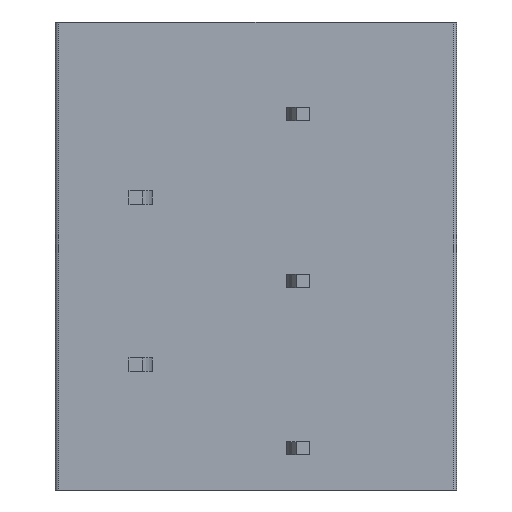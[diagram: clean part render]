
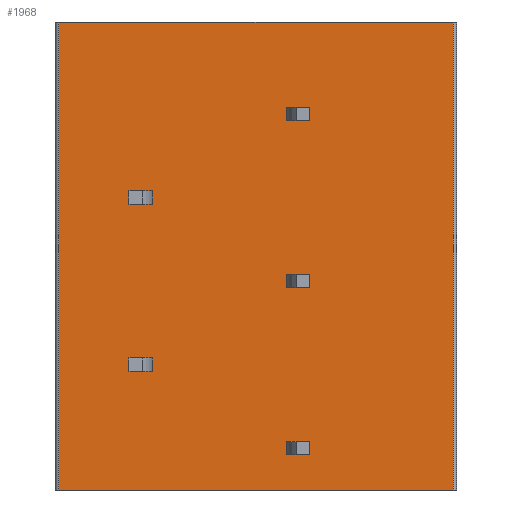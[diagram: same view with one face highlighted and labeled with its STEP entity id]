
A CAD part, front view. The second image highlights one B-rep face of the part: STEP entity #1968.
In plain terms, the highlighted planar face has unit normal (0, -1, 0).
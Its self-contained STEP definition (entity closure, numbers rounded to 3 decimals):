
#42=DIRECTION('',(1.,0.,0.));
#43=VECTOR('',#42,11.8);
#44=CARTESIAN_POINT('',(-5.9,-5.75,-11.25));
#45=LINE('',#44,#43);
#63=DIRECTION('',(0.,0.,-1.));
#64=VECTOR('',#63,14.);
#65=CARTESIAN_POINT('',(5.9,-5.75,2.75));
#66=LINE('',#65,#64);
#67=DIRECTION('',(0.,0.,-1.));
#68=VECTOR('',#67,14.);
#69=CARTESIAN_POINT('',(-5.9,-5.75,2.75));
#70=LINE('',#69,#68);
#71=DIRECTION('',(1.,0.,0.));
#72=VECTOR('',#71,0.4);
#73=CARTESIAN_POINT('',(1.2,-5.75,-0.2));
#74=LINE('',#73,#72);
#75=DIRECTION('',(0.,0.,1.));
#76=VECTOR('',#75,0.4);
#77=CARTESIAN_POINT('',(1.6,-5.75,-0.2));
#78=LINE('',#77,#76);
#79=DIRECTION('',(1.,0.,0.));
#80=VECTOR('',#79,0.4);
#81=CARTESIAN_POINT('',(1.2,-5.75,0.2));
#82=LINE('',#81,#80);
#83=DIRECTION('',(0.,0.,1.));
#84=VECTOR('',#83,0.4);
#85=CARTESIAN_POINT('',(1.2,-5.75,-0.2));
#86=LINE('',#85,#84);
#87=DIRECTION('',(1.,0.,0.));
#88=VECTOR('',#87,0.4);
#89=CARTESIAN_POINT('',(1.2,-5.75,-5.2));
#90=LINE('',#89,#88);
#91=DIRECTION('',(0.,0.,1.));
#92=VECTOR('',#91,0.4);
#93=CARTESIAN_POINT('',(1.6,-5.75,-5.2));
#94=LINE('',#93,#92);
#95=DIRECTION('',(1.,0.,0.));
#96=VECTOR('',#95,0.4);
#97=CARTESIAN_POINT('',(1.2,-5.75,-4.8));
#98=LINE('',#97,#96);
#99=DIRECTION('',(0.,0.,1.));
#100=VECTOR('',#99,0.4);
#101=CARTESIAN_POINT('',(1.2,-5.75,-5.2));
#102=LINE('',#101,#100);
#103=DIRECTION('',(1.,0.,0.));
#104=VECTOR('',#103,0.4);
#105=CARTESIAN_POINT('',(1.2,-5.75,-10.2));
#106=LINE('',#105,#104);
#107=DIRECTION('',(0.,0.,1.));
#108=VECTOR('',#107,0.4);
#109=CARTESIAN_POINT('',(1.6,-5.75,-10.2));
#110=LINE('',#109,#108);
#111=DIRECTION('',(1.,0.,0.));
#112=VECTOR('',#111,0.4);
#113=CARTESIAN_POINT('',(1.2,-5.75,-9.8));
#114=LINE('',#113,#112);
#115=DIRECTION('',(0.,0.,1.));
#116=VECTOR('',#115,0.4);
#117=CARTESIAN_POINT('',(1.2,-5.75,-10.2));
#118=LINE('',#117,#116);
#119=DIRECTION('',(1.,0.,0.));
#120=VECTOR('',#119,0.4);
#121=CARTESIAN_POINT('',(-3.8,-5.75,-2.7));
#122=LINE('',#121,#120);
#123=DIRECTION('',(0.,0.,1.));
#124=VECTOR('',#123,0.4);
#125=CARTESIAN_POINT('',(-3.4,-5.75,-2.7));
#126=LINE('',#125,#124);
#127=DIRECTION('',(1.,0.,0.));
#128=VECTOR('',#127,0.4);
#129=CARTESIAN_POINT('',(-3.8,-5.75,-2.3));
#130=LINE('',#129,#128);
#131=DIRECTION('',(0.,0.,1.));
#132=VECTOR('',#131,0.4);
#133=CARTESIAN_POINT('',(-3.8,-5.75,-2.7));
#134=LINE('',#133,#132);
#135=DIRECTION('',(1.,0.,0.));
#136=VECTOR('',#135,0.4);
#137=CARTESIAN_POINT('',(-3.8,-5.75,-7.7));
#138=LINE('',#137,#136);
#139=DIRECTION('',(0.,0.,1.));
#140=VECTOR('',#139,0.4);
#141=CARTESIAN_POINT('',(-3.4,-5.75,-7.7));
#142=LINE('',#141,#140);
#143=DIRECTION('',(1.,0.,0.));
#144=VECTOR('',#143,0.4);
#145=CARTESIAN_POINT('',(-3.8,-5.75,-7.3));
#146=LINE('',#145,#144);
#147=DIRECTION('',(0.,0.,1.));
#148=VECTOR('',#147,0.4);
#149=CARTESIAN_POINT('',(-3.8,-5.75,-7.7));
#150=LINE('',#149,#148);
#181=DIRECTION('',(1.,0.,0.));
#182=VECTOR('',#181,11.8);
#183=CARTESIAN_POINT('',(-5.9,-5.75,2.75));
#184=LINE('',#183,#182);
#1463=CARTESIAN_POINT('',(5.9,-5.75,-11.25));
#1465=VERTEX_POINT('',#1463);
#1466=CARTESIAN_POINT('',(5.9,-5.75,2.75));
#1467=VERTEX_POINT('',#1466);
#1494=CARTESIAN_POINT('',(-5.9,-5.75,-11.25));
#1496=VERTEX_POINT('',#1494);
#1500=CARTESIAN_POINT('',(-5.9,-5.75,2.75));
#1501=VERTEX_POINT('',#1500);
#1514=CARTESIAN_POINT('',(1.2,-5.75,-0.2));
#1515=CARTESIAN_POINT('',(1.6,-5.75,-0.2));
#1516=VERTEX_POINT('',#1514);
#1517=VERTEX_POINT('',#1515);
#1518=CARTESIAN_POINT('',(1.2,-5.75,0.2));
#1519=CARTESIAN_POINT('',(1.6,-5.75,0.2));
#1520=VERTEX_POINT('',#1518);
#1521=VERTEX_POINT('',#1519);
#1534=CARTESIAN_POINT('',(-3.8,-5.75,-2.7));
#1535=CARTESIAN_POINT('',(-3.4,-5.75,-2.7));
#1536=VERTEX_POINT('',#1534);
#1537=VERTEX_POINT('',#1535);
#1538=CARTESIAN_POINT('',(-3.8,-5.75,-2.3));
#1539=CARTESIAN_POINT('',(-3.4,-5.75,-2.3));
#1540=VERTEX_POINT('',#1538);
#1541=VERTEX_POINT('',#1539);
#1722=CARTESIAN_POINT('',(1.2,-5.75,-5.2));
#1723=CARTESIAN_POINT('',(1.6,-5.75,-5.2));
#1724=VERTEX_POINT('',#1722);
#1725=VERTEX_POINT('',#1723);
#1726=CARTESIAN_POINT('',(1.2,-5.75,-4.8));
#1727=CARTESIAN_POINT('',(1.6,-5.75,-4.8));
#1728=VERTEX_POINT('',#1726);
#1729=VERTEX_POINT('',#1727);
#1742=CARTESIAN_POINT('',(1.2,-5.75,-10.2));
#1743=CARTESIAN_POINT('',(1.6,-5.75,-10.2));
#1744=VERTEX_POINT('',#1742);
#1745=VERTEX_POINT('',#1743);
#1746=CARTESIAN_POINT('',(1.2,-5.75,-9.8));
#1747=CARTESIAN_POINT('',(1.6,-5.75,-9.8));
#1748=VERTEX_POINT('',#1746);
#1749=VERTEX_POINT('',#1747);
#1762=CARTESIAN_POINT('',(-3.8,-5.75,-7.7));
#1763=CARTESIAN_POINT('',(-3.4,-5.75,-7.7));
#1764=VERTEX_POINT('',#1762);
#1765=VERTEX_POINT('',#1763);
#1766=CARTESIAN_POINT('',(-3.8,-5.75,-7.3));
#1767=CARTESIAN_POINT('',(-3.4,-5.75,-7.3));
#1768=VERTEX_POINT('',#1766);
#1769=VERTEX_POINT('',#1767);
#1905=CARTESIAN_POINT('',(-6.,-5.75,-11.25));
#1906=DIRECTION('',(0.,-1.,0.));
#1907=DIRECTION('',(1.,0.,0.));
#1908=AXIS2_PLACEMENT_3D('',#1905,#1906,#1907);
#1909=PLANE('',#1908);
#1910=ORIENTED_EDGE('',*,*,#1897,.T.);
#1911=ORIENTED_EDGE('',*,*,#1853,.F.);
#1913=ORIENTED_EDGE('',*,*,#1912,.F.);
#1915=ORIENTED_EDGE('',*,*,#1914,.T.);
#1916=EDGE_LOOP('',(#1910,#1911,#1913,#1915));
#1917=FACE_OUTER_BOUND('',#1916,.F.);
#1919=ORIENTED_EDGE('',*,*,#1918,.T.);
#1921=ORIENTED_EDGE('',*,*,#1920,.T.);
#1923=ORIENTED_EDGE('',*,*,#1922,.F.);
#1925=ORIENTED_EDGE('',*,*,#1924,.F.);
#1926=EDGE_LOOP('',(#1919,#1921,#1923,#1925));
#1927=FACE_BOUND('',#1926,.F.);
#1929=ORIENTED_EDGE('',*,*,#1928,.T.);
#1931=ORIENTED_EDGE('',*,*,#1930,.T.);
#1933=ORIENTED_EDGE('',*,*,#1932,.F.);
#1935=ORIENTED_EDGE('',*,*,#1934,.F.);
#1936=EDGE_LOOP('',(#1929,#1931,#1933,#1935));
#1937=FACE_BOUND('',#1936,.F.);
#1939=ORIENTED_EDGE('',*,*,#1938,.T.);
#1941=ORIENTED_EDGE('',*,*,#1940,.T.);
#1943=ORIENTED_EDGE('',*,*,#1942,.F.);
#1945=ORIENTED_EDGE('',*,*,#1944,.F.);
#1946=EDGE_LOOP('',(#1939,#1941,#1943,#1945));
#1947=FACE_BOUND('',#1946,.F.);
#1949=ORIENTED_EDGE('',*,*,#1948,.T.);
#1951=ORIENTED_EDGE('',*,*,#1950,.T.);
#1953=ORIENTED_EDGE('',*,*,#1952,.F.);
#1955=ORIENTED_EDGE('',*,*,#1954,.F.);
#1956=EDGE_LOOP('',(#1949,#1951,#1953,#1955));
#1957=FACE_BOUND('',#1956,.F.);
#1959=ORIENTED_EDGE('',*,*,#1958,.T.);
#1961=ORIENTED_EDGE('',*,*,#1960,.T.);
#1963=ORIENTED_EDGE('',*,*,#1962,.F.);
#1965=ORIENTED_EDGE('',*,*,#1964,.F.);
#1966=EDGE_LOOP('',(#1959,#1961,#1963,#1965));
#1967=FACE_BOUND('',#1966,.F.);
#1968=ADVANCED_FACE('',(#1917,#1927,#1937,#1947,#1957,#1967),#1909,.T.);
#1853=EDGE_CURVE('',#1496,#1465,#45,.T.);
#1897=EDGE_CURVE('',#1467,#1465,#66,.T.);
#1912=EDGE_CURVE('',#1501,#1496,#70,.T.);
#1914=EDGE_CURVE('',#1501,#1467,#184,.T.);
#1918=EDGE_CURVE('',#1516,#1517,#74,.T.);
#1920=EDGE_CURVE('',#1517,#1521,#78,.T.);
#1922=EDGE_CURVE('',#1520,#1521,#82,.T.);
#1924=EDGE_CURVE('',#1516,#1520,#86,.T.);
#1928=EDGE_CURVE('',#1724,#1725,#90,.T.);
#1930=EDGE_CURVE('',#1725,#1729,#94,.T.);
#1932=EDGE_CURVE('',#1728,#1729,#98,.T.);
#1934=EDGE_CURVE('',#1724,#1728,#102,.T.);
#1938=EDGE_CURVE('',#1744,#1745,#106,.T.);
#1940=EDGE_CURVE('',#1745,#1749,#110,.T.);
#1942=EDGE_CURVE('',#1748,#1749,#114,.T.);
#1944=EDGE_CURVE('',#1744,#1748,#118,.T.);
#1948=EDGE_CURVE('',#1536,#1537,#122,.T.);
#1950=EDGE_CURVE('',#1537,#1541,#126,.T.);
#1952=EDGE_CURVE('',#1540,#1541,#130,.T.);
#1954=EDGE_CURVE('',#1536,#1540,#134,.T.);
#1958=EDGE_CURVE('',#1764,#1765,#138,.T.);
#1960=EDGE_CURVE('',#1765,#1769,#142,.T.);
#1962=EDGE_CURVE('',#1768,#1769,#146,.T.);
#1964=EDGE_CURVE('',#1764,#1768,#150,.T.);
